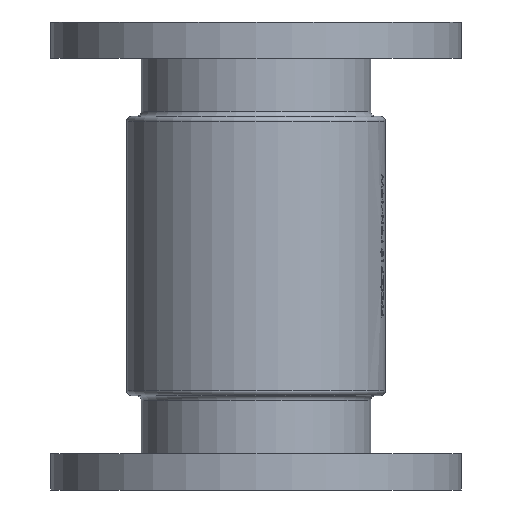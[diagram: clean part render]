
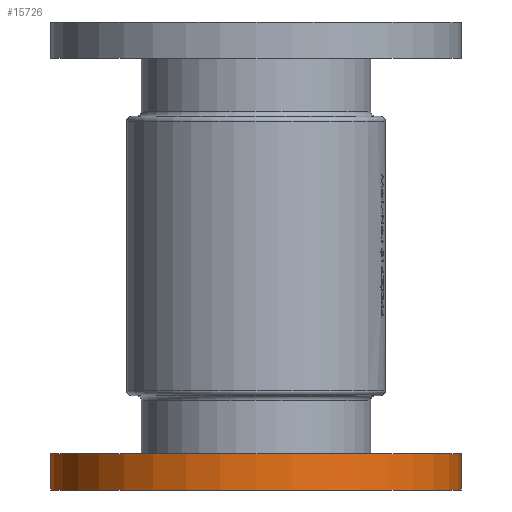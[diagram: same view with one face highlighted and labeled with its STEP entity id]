
A CAD part, front view. The second image highlights one B-rep face of the part: STEP entity #15726.
In plain terms, the highlighted cylindrical face has radius 125 mm (diameter 250 mm), a partial arc.
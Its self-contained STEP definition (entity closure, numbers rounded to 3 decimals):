
#109 = VECTOR ( 'NONE', #1364, 1000. ) ;
#1364 = DIRECTION ( 'NONE',  ( 0., 0., -1. ) ) ;
#2083 = EDGE_CURVE ( 'NONE', #14896, #18892, #24465, .T. ) ;
#2312 = CYLINDRICAL_SURFACE ( 'NONE', #15957, 125. ) ;
#2450 = DIRECTION ( 'NONE',  ( 0., 0., -1. ) ) ;
#2804 = EDGE_CURVE ( 'NONE', #14932, #3739, #16671, .T. ) ;
#3208 = ORIENTED_EDGE ( 'NONE', *, *, #2083, .T. ) ;
#3739 = VERTEX_POINT ( 'NONE', #26272 ) ;
#5136 = AXIS2_PLACEMENT_3D ( 'NONE', #13843, #18611, #20648 ) ;
#7062 = CARTESIAN_POINT ( 'NONE',  ( 0., 0., -285. ) ) ;
#8298 = LINE ( 'NONE', #12178, #14050 ) ;
#8888 = EDGE_LOOP ( 'NONE', ( #9581, #13888, #3208, #17351 ) ) ;
#9581 = ORIENTED_EDGE ( 'NONE', *, *, #2804, .F. ) ;
#12178 = CARTESIAN_POINT ( 'NONE',  ( -125., 0., -285. ) ) ;
#12318 = LINE ( 'NONE', #19249, #109 ) ;
#13843 = CARTESIAN_POINT ( 'NONE',  ( 0., 0., -263. ) ) ;
#13888 = ORIENTED_EDGE ( 'NONE', *, *, #17263, .T. ) ;
#14050 = VECTOR ( 'NONE', #28199, 1000. ) ;
#14793 = CARTESIAN_POINT ( 'NONE',  ( 0., 0., -285. ) ) ;
#14896 = VERTEX_POINT ( 'NONE', #17379 ) ;
#14932 = VERTEX_POINT ( 'NONE', #28075 ) ;
#15254 = CARTESIAN_POINT ( 'NONE',  ( 125., 0., -285. ) ) ;
#15714 = FACE_OUTER_BOUND ( 'NONE', #8888, .T. ) ;
#15726 = ADVANCED_FACE ( 'NONE', ( #15714 ), #2312, .T. ) ;
#15957 = AXIS2_PLACEMENT_3D ( 'NONE', #7062, #2450, #17733 ) ;
#16671 = CIRCLE ( 'NONE', #5136, 125. ) ;
#16953 = DIRECTION ( 'NONE',  ( 0., 0., 1. ) ) ;
#17263 = EDGE_CURVE ( 'NONE', #14932, #14896, #8298, .T. ) ;
#17351 = ORIENTED_EDGE ( 'NONE', *, *, #26103, .F. ) ;
#17379 = CARTESIAN_POINT ( 'NONE',  ( -125., 0., -285. ) ) ;
#17733 = DIRECTION ( 'NONE',  ( 1., 0., 0. ) ) ;
#18611 = DIRECTION ( 'NONE',  ( 0., 0., 1. ) ) ;
#18892 = VERTEX_POINT ( 'NONE', #15254 ) ;
#19249 = CARTESIAN_POINT ( 'NONE',  ( 125., 0., -285. ) ) ;
#20648 = DIRECTION ( 'NONE',  ( 1., 0., 0. ) ) ;
#23599 = DIRECTION ( 'NONE',  ( 1., 0., 0. ) ) ;
#24465 = CIRCLE ( 'NONE', #25409, 125. ) ;
#25409 = AXIS2_PLACEMENT_3D ( 'NONE', #14793, #16953, #23599 ) ;
#26103 = EDGE_CURVE ( 'NONE', #3739, #18892, #12318, .T. ) ;
#26272 = CARTESIAN_POINT ( 'NONE',  ( 125., 0., -263. ) ) ;
#28075 = CARTESIAN_POINT ( 'NONE',  ( -125., 0., -263. ) ) ;
#28199 = DIRECTION ( 'NONE',  ( 0., 0., -1. ) ) ;
